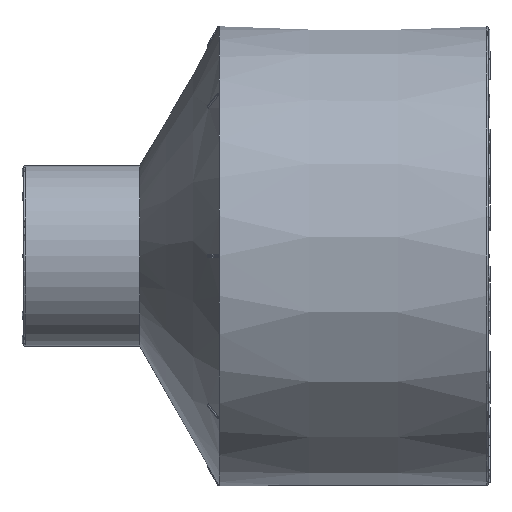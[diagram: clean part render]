
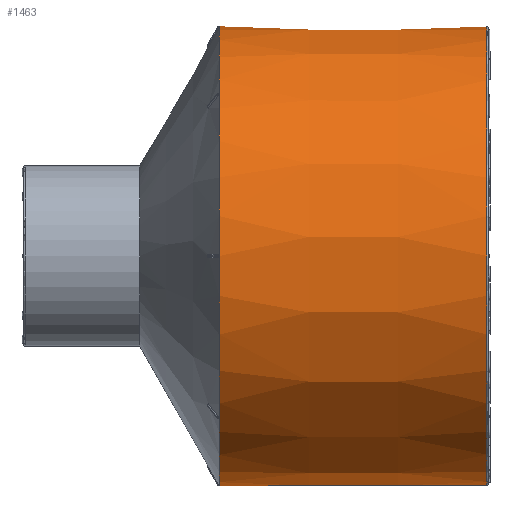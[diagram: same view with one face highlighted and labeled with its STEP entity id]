
A CAD part, left-side view. The second image highlights one B-rep face of the part: STEP entity #1463.
In plain terms, the highlighted conical face has half-angle 0.065 degrees and reference radius 37.5 mm.
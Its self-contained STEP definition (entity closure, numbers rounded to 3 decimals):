
#178=CONICAL_SURFACE('',#23527,37.5,0.065);
#1463=ADVANCED_FACE('',(#3909,#3910),#178,.T.);
#3909=FACE_BOUND('',#3991,.T.);
#3910=FACE_BOUND('',#3992,.T.);
#3991=EDGE_LOOP('',(#8872));
#3992=EDGE_LOOP('',(#8873));
#7602=CIRCLE('',#23413,37.55);
#7695=CIRCLE('',#23526,37.5);
#8872=ORIENTED_EDGE('',*,*,#18535,.T.);
#8873=ORIENTED_EDGE('',*,*,#18056,.T.);
#15658=VERTEX_POINT('',#32588);
#16109=VERTEX_POINT('',#35445);
#18056=EDGE_CURVE('',#15658,#15658,#7602,.T.);
#18535=EDGE_CURVE('',#16109,#16109,#7695,.T.);
#23413=AXIS2_PLACEMENT_3D('',#32587,#24998,#24999);
#23526=AXIS2_PLACEMENT_3D('',#35444,#25253,#25254);
#23527=AXIS2_PLACEMENT_3D('',#35446,#25255,#25256);
#24998=DIRECTION('',(0.,-1.,0.));
#24999=DIRECTION('',(0.,0.,-1.));
#25253=DIRECTION('',(0.,1.,0.));
#25254=DIRECTION('',(0.,0.,-1.));
#25255=DIRECTION('',(0.,1.,0.));
#25256=DIRECTION('',(0.,0.,1.));
#32587=CARTESIAN_POINT('',(7214.213,-245.425,0.));
#32588=CARTESIAN_POINT('',(7214.213,-245.425,-37.55));
#35444=CARTESIAN_POINT('',(7214.213,-289.177,0.));
#35445=CARTESIAN_POINT('',(7214.213,-289.177,-37.5));
#35446=CARTESIAN_POINT('',(7214.213,-289.426,0.));
